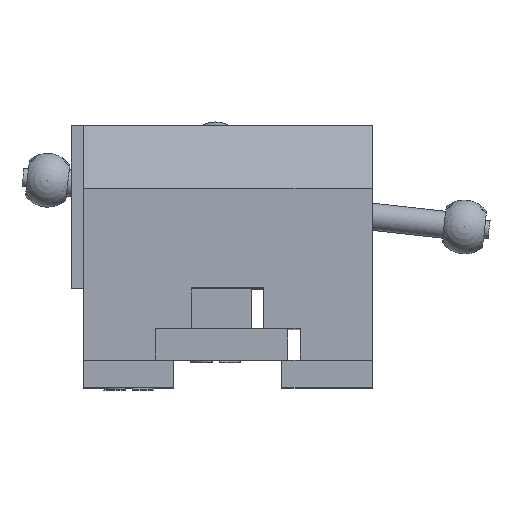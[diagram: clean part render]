
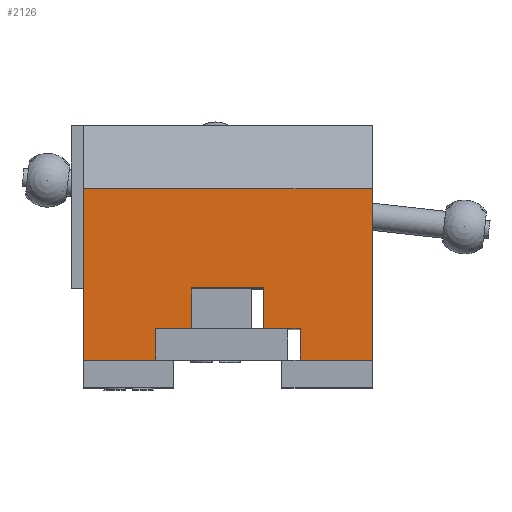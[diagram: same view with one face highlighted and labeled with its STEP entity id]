
A CAD part, top view. The second image highlights one B-rep face of the part: STEP entity #2126.
In plain terms, the highlighted planar face has unit normal (0, 0, 1).
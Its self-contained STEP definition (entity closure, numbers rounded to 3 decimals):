
#189=PLANE('',#2442);
#313=FACE_OUTER_BOUND('',#446,.T.);
#446=EDGE_LOOP('',(#1644,#1645,#1646,#1647,#1648,#1649,#1650,#1651,#1652,
#1653,#1654,#1655));
#614=LINE('',#3421,#798);
#617=LINE('',#3427,#801);
#620=LINE('',#3432,#804);
#623=LINE('',#3437,#807);
#627=LINE('',#3445,#811);
#630=LINE('',#3450,#814);
#632=LINE('',#3454,#816);
#633=LINE('',#3457,#817);
#649=LINE('',#3486,#833);
#650=LINE('',#3489,#834);
#651=LINE('',#3490,#835);
#652=LINE('',#3491,#836);
#798=VECTOR('',#2735,10.);
#801=VECTOR('',#2740,10.);
#804=VECTOR('',#2745,10.);
#807=VECTOR('',#2750,10.);
#811=VECTOR('',#2758,10.);
#814=VECTOR('',#2763,10.);
#816=VECTOR('',#2767,10.);
#817=VECTOR('',#2770,10.);
#833=VECTOR('',#2796,10.);
#834=VECTOR('',#2799,10.);
#835=VECTOR('',#2800,10.);
#836=VECTOR('',#2801,10.);
#1075=VERTEX_POINT('',#3418);
#1076=VERTEX_POINT('',#3420);
#1077=VERTEX_POINT('',#3424);
#1078=VERTEX_POINT('',#3426);
#1079=VERTEX_POINT('',#3430);
#1082=VERTEX_POINT('',#3443);
#1083=VERTEX_POINT('',#3448);
#1084=VERTEX_POINT('',#3452);
#1085=VERTEX_POINT('',#3456);
#1092=VERTEX_POINT('',#3482);
#1093=VERTEX_POINT('',#3484);
#1094=VERTEX_POINT('',#3488);
#1274=EDGE_CURVE('',#1076,#1075,#614,.T.);
#1277=EDGE_CURVE('',#1078,#1077,#617,.T.);
#1280=EDGE_CURVE('',#1077,#1079,#620,.T.);
#1283=EDGE_CURVE('',#1079,#1076,#623,.T.);
#1287=EDGE_CURVE('',#1075,#1082,#627,.T.);
#1290=EDGE_CURVE('',#1082,#1083,#630,.T.);
#1292=EDGE_CURVE('',#1083,#1084,#632,.T.);
#1293=EDGE_CURVE('',#1078,#1085,#633,.T.);
#1309=EDGE_CURVE('',#1092,#1093,#649,.T.);
#1310=EDGE_CURVE('',#1094,#1084,#650,.T.);
#1311=EDGE_CURVE('',#1092,#1094,#651,.T.);
#1312=EDGE_CURVE('',#1085,#1093,#652,.T.);
#1644=ORIENTED_EDGE('',*,*,#1292,.T.);
#1645=ORIENTED_EDGE('',*,*,#1310,.F.);
#1646=ORIENTED_EDGE('',*,*,#1311,.F.);
#1647=ORIENTED_EDGE('',*,*,#1309,.T.);
#1648=ORIENTED_EDGE('',*,*,#1312,.F.);
#1649=ORIENTED_EDGE('',*,*,#1293,.F.);
#1650=ORIENTED_EDGE('',*,*,#1277,.T.);
#1651=ORIENTED_EDGE('',*,*,#1280,.T.);
#1652=ORIENTED_EDGE('',*,*,#1283,.T.);
#1653=ORIENTED_EDGE('',*,*,#1274,.T.);
#1654=ORIENTED_EDGE('',*,*,#1287,.T.);
#1655=ORIENTED_EDGE('',*,*,#1290,.T.);
#2126=ADVANCED_FACE('',(#313),#189,.T.);
#2442=AXIS2_PLACEMENT_3D('',#3487,#2797,#2798);
#2735=DIRECTION('',(1.,0.,0.));
#2740=DIRECTION('',(0.,1.,0.));
#2745=DIRECTION('',(1.,0.,0.));
#2750=DIRECTION('',(0.,1.,0.));
#2758=DIRECTION('',(0.,-1.,0.));
#2763=DIRECTION('',(1.,0.,0.));
#2767=DIRECTION('',(0.,-1.,0.));
#2770=DIRECTION('',(-1.,0.,0.));
#2796=DIRECTION('',(-1.,0.,0.));
#2797=DIRECTION('center_axis',(0.,0.,1.));
#2798=DIRECTION('ref_axis',(0.,1.,0.));
#2799=DIRECTION('',(-1.,0.,0.));
#2800=DIRECTION('',(0.,-1.,0.));
#2801=DIRECTION('',(0.,1.,0.));
#3418=CARTESIAN_POINT('',(-24.,16.,0.));
#3420=CARTESIAN_POINT('',(-40.,16.,0.));
#3421=CARTESIAN_POINT('',(-12.,16.,0.));
#3424=CARTESIAN_POINT('',(-48.,7.,0.));
#3426=CARTESIAN_POINT('',(-48.,0.,0.));
#3427=CARTESIAN_POINT('',(-48.,3.5,0.));
#3430=CARTESIAN_POINT('',(-40.,7.,0.));
#3432=CARTESIAN_POINT('',(-20.,7.,0.));
#3437=CARTESIAN_POINT('',(-40.,8.,0.));
#3443=CARTESIAN_POINT('',(-24.,7.,0.));
#3445=CARTESIAN_POINT('',(-24.,3.5,0.));
#3448=CARTESIAN_POINT('',(-16.,7.,0.));
#3450=CARTESIAN_POINT('',(-8.,7.,0.));
#3452=CARTESIAN_POINT('',(-16.,0.,0.));
#3454=CARTESIAN_POINT('',(-16.,0.,0.));
#3456=CARTESIAN_POINT('',(-64.,0.,0.));
#3457=CARTESIAN_POINT('',(0.,0.,0.));
#3482=CARTESIAN_POINT('',(0.,38.,0.));
#3484=CARTESIAN_POINT('',(-64.,38.,0.));
#3486=CARTESIAN_POINT('',(0.,38.,0.));
#3487=CARTESIAN_POINT('Origin',(0.,0.,0.));
#3488=CARTESIAN_POINT('',(0.,0.,0.));
#3489=CARTESIAN_POINT('',(0.,0.,0.));
#3490=CARTESIAN_POINT('',(0.,38.,0.));
#3491=CARTESIAN_POINT('',(-64.,38.,0.));
